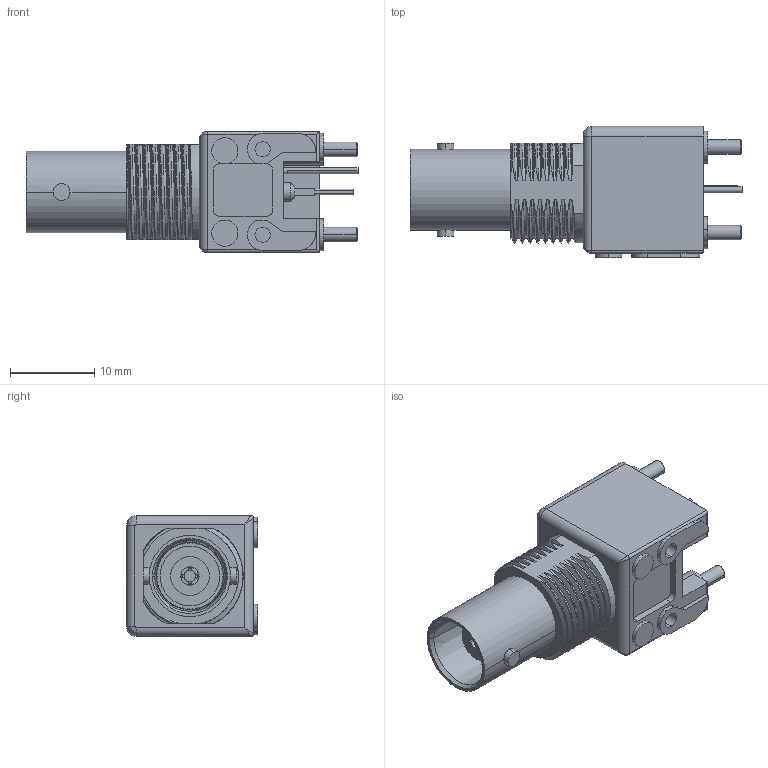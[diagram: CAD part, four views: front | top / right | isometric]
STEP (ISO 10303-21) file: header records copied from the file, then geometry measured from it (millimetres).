
FILE_DESCRIPTION((''),'2;1');
FILE_NAME('31-6566_SW0002','2017-11-28T',('Clement'),(''),'CREO PARAMETRIC BY PTC INC, 2017020','CREO PARAMETRIC BY PTC INC, 2017020','');
FILE_SCHEMA(('CONFIG_CONTROL_DESIGN'));
Length unit declared in the file: inch
Products named in the file (1): 31-6566_SW0002
Bounding box: 39.5 x 15.6 x 14.4 mm (x, y, z)
Volume: 3677.1 mm3; surface area: 3007.2 mm2
Topology: 1 solids, 1 shells, 557 faces, 1571 edges, 1034 vertices
Faces by surface type: plane 257, cylinder 112, cone 96, bspline 89, torus 3
Entity records: 23523 total; most frequent: CARTESIAN_POINT 10143, ORIENTED_EDGE 3142, DIRECTION 2293, EDGE_CURVE 1571, VERTEX_POINT 1034, AXIS2_PLACEMENT_3D 828, VECTOR 637, LINE 637
